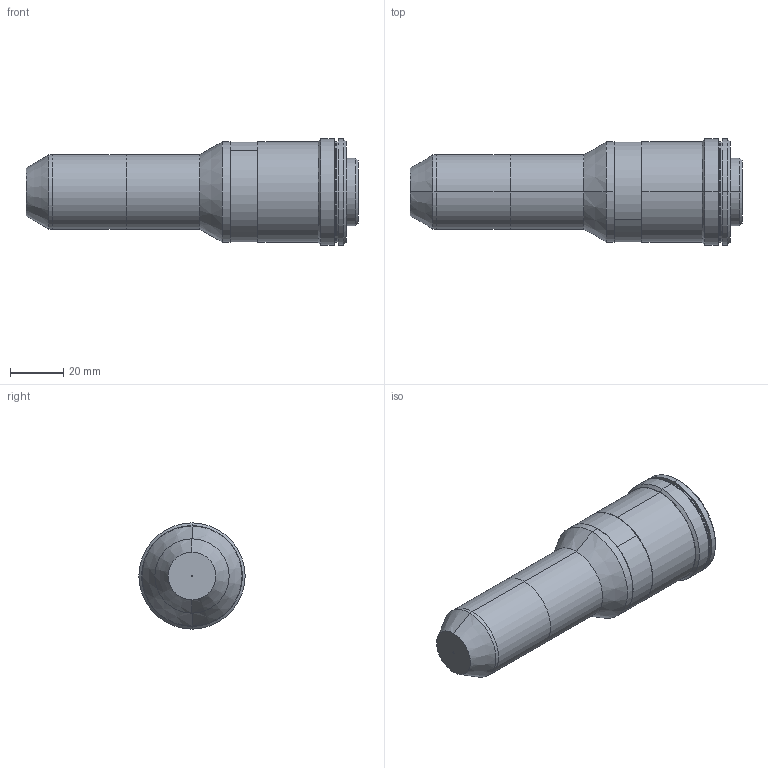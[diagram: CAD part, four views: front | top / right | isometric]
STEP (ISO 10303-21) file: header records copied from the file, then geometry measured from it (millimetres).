
FILE_DESCRIPTION (( 'STEP AP203' ), '1' );
FILE_NAME ('DP32271-A_PCHI3M.step', '2022-07-19T08:13:36', ( '' ), ( '' ), 'SwSTEP 2.0', 'SolidWorks 2021', '' );
FILE_SCHEMA (( 'CONFIG_CONTROL_DESIGN' ));
Length unit declared in the file: millimetre
Products named in the file (1): DP32271-A_PCHI3M
Bounding box: 125.07 x 40 x 40 mm (x, y, z)
Surface area: 19011 mm2 (no closed solid volume)
Topology: 0 solids, 14 shells, 56 faces, 152 edges, 110 vertices
Faces by surface type: cylinder 30, plane 14, cone 12
Entity records: 1912 total; most frequent: DIRECTION 376, CARTESIAN_POINT 319, ORIENTED_EDGE 236, AXIS2_PLACEMENT_3D 167, EDGE_CURVE 152, CIRCLE 110, VERTEX_POINT 110, EDGE_LOOP 76
